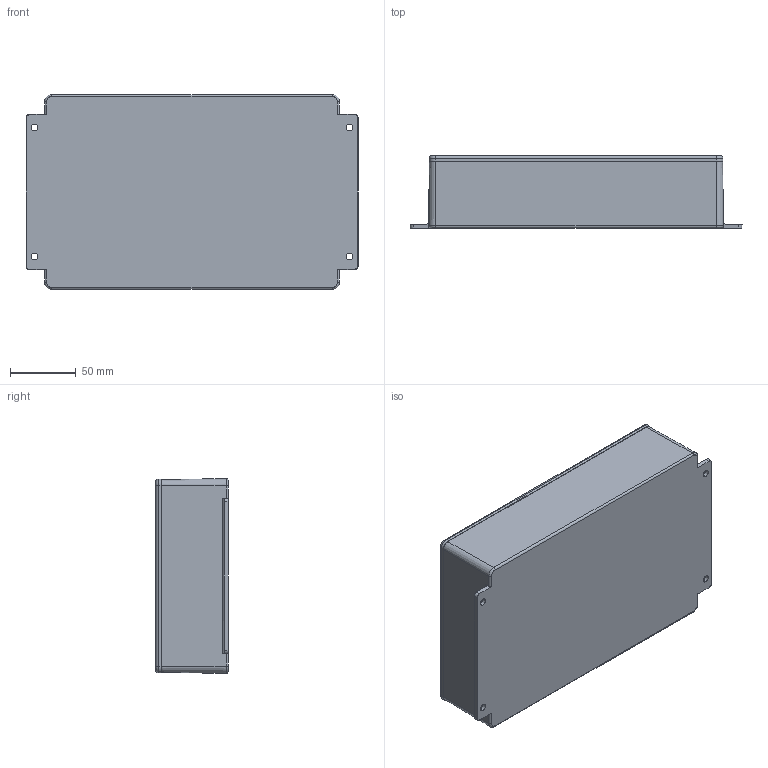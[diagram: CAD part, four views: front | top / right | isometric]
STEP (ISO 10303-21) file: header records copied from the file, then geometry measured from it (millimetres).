
FILE_DESCRIPTION (( 'STEP AP214' ), '1' );
FILE_NAME ('483-0070.STEP', '2011-06-21T13:09:47', ( '' ), ( '' ), 'SwSTEP 2.0', 'SolidWorks 2010', '' );
FILE_SCHEMA (( 'AUTOMOTIVE_DESIGN' ));
Length unit declared in the file: millimetre
Products named in the file (3): 455-0070-9700; 6 Hole General Purpose Enclosure Lid_G and H Box Lid; 483-0070
Assembly tree (2 placements, depth 2):
  483-0070
    6 Hole General Purpose Enclosure Lid_G and H Box Lid
    455-0070-9700
Bounding box: 252 x 54.9 x 147.72 mm (x, y, z)
Volume: 241892.5 mm3; surface area: 218793.9 mm2
Topology: 2 solids, 2 shells, 408 faces, 1089 edges, 670 vertices
Faces by surface type: plane 119, cone 112, cylinder 94, torus 47, bspline 36
Entity records: 20351 total; most frequent: CARTESIAN_POINT 10485, ORIENTED_EDGE 2130, DIRECTION 1976, EDGE_CURVE 1065, AXIS2_PLACEMENT_3D 744, VERTEX_POINT 670, LINE 488, VECTOR 488
